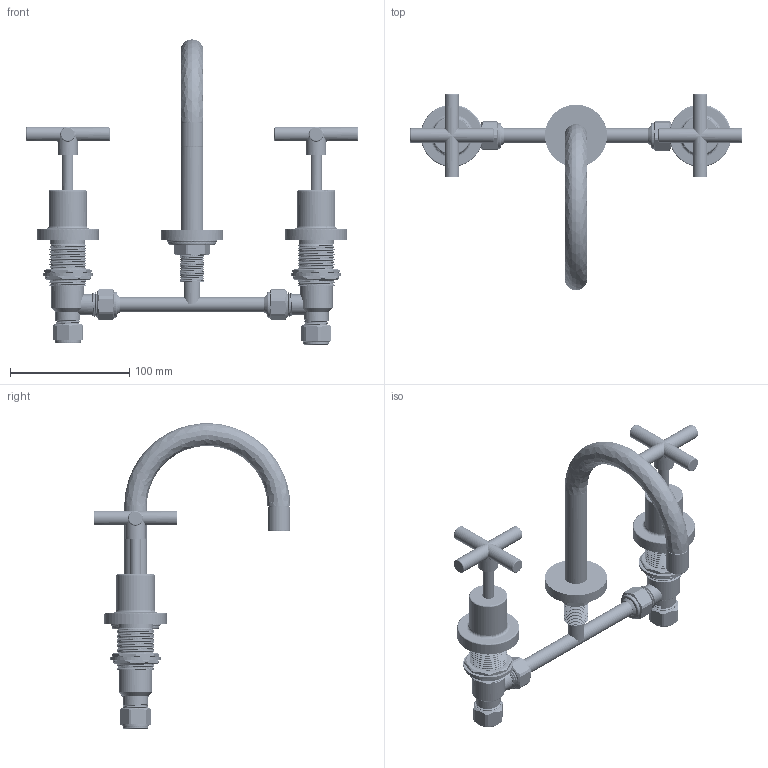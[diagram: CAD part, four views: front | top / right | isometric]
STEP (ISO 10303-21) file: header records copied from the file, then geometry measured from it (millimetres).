
FILE_DESCRIPTION(/* description */ (''),/* implementation_level */ '2;1');
FILE_NAME(/* name */ 'STEP - 26109',/* time_stamp */ '2025-05-16T13:07:53+10:00',/* author */ (''),/* organization */ (''),/* preprocessor_version */ 'ST-DEVELOPER v16.5',/* originating_system */ 'Rhino 7.37',/* authorisation */ '');
FILE_SCHEMA (('AUTOMOTIVE_DESIGN'));
Length unit declared in the file: millimetre
Products named in the file (27): Document; 26111; ORING11.4-1.8; ORING15.2-2.6; 8745-31; 8745-25-2; 8745-25-1; 8745-28; 2070; 2114; 1703; 7550; 1700; 2113; 2012; 2114-1; 2002; 0073; 7548-1; 0022-1; 2512-3; 7L aerator; 7548; 2513; ORING16-2.5; 0114; ORING42-2.5
Assembly tree (55 placements, depth 3):
  Document
    26111
      ORING11.4-1.8  x2
      ORING15.2-2.6  x6
      8745-31  x2
      8745-25-2  x2
      8745-25-1  x2
      8745-28  x2
      2070  x2
      2114  x4
      1703  x5
      7550  x2
      1700  x4
      2113  x2
      2012  x2
      2114-1  x4
      2002  x2
      0073
      7548-1
      0022-1  x2
      2512-3
      7L aerator
      7548
      2513
      ORING16-2.5
      0114
      ORING42-2.5
Bounding box: 278 x 164.55 x 255.75 mm (x, y, z)
Volume: 301335.5 mm3; surface area: 189058 mm2
Topology: 54 solids, 54 shells, 1667 faces, 4127 edges, 2625 vertices
Faces by surface type: cylinder 853, bspline 470, plane 344
Entity records: 72119 total; most frequent: CARTESIAN_POINT 58098, ORIENTED_EDGE 4120, EDGE_CURVE 2060, VERTEX_POINT 1321, B_SPLINE_CURVE_WITH_KNOTS 972, EDGE_LOOP 917, ADVANCED_FACE 834, FACE_OUTER_BOUND 834
